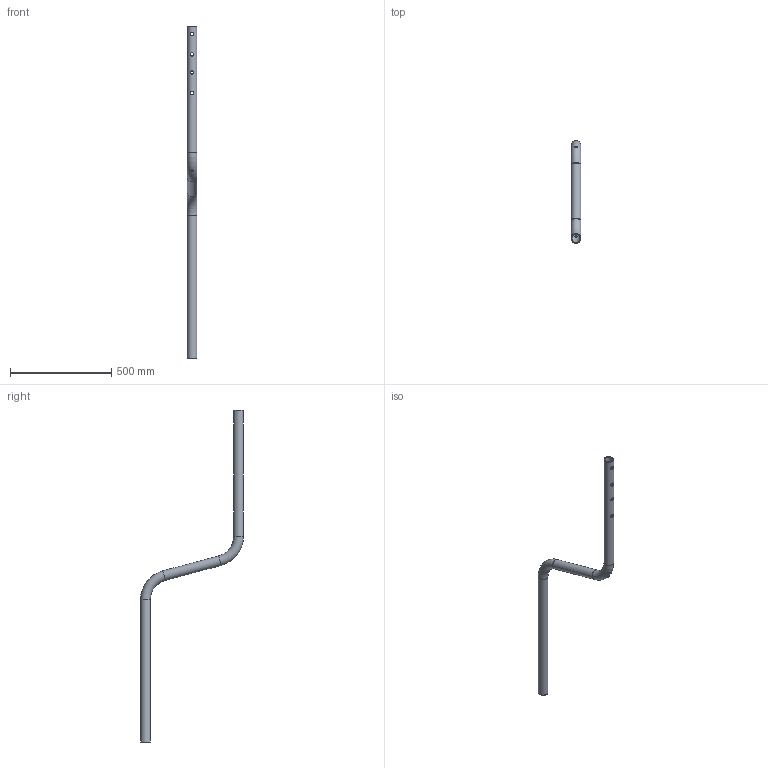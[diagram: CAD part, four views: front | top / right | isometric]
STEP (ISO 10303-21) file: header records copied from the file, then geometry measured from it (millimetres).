
FILE_DESCRIPTION(/* description */ ('Rura 2 kosza jak D067778-02'),/* implementation_level */ '2;1');
FILE_NAME(/* name */ 'P-WW-02-1219.stp',/* time_stamp */ '2023-11-29T07:27:36+01:00',/* author */ ('p.kozdras'),/* organization */ (''),/* preprocessor_version */ 'ST-DEVELOPER v18.1',/* originating_system */ 'Autodesk Inventor 2022',/* authorisation */ '');
FILE_SCHEMA (('AUTOMOTIVE_DESIGN { 1 0 10303 214 3 1 1 }'));
Length unit declared in the file: millimetre
Products named in the file (1): P-WW-02-1219
Bounding box: 48.3 x 508.3 x 1641 mm (x, y, z)
Volume: 872000 mm3; surface area: 547573.5 mm2
Topology: 1 solids, 1 shells, 22 faces, 78 edges, 58 vertices
Faces by surface type: cylinder 16, torus 4, plane 2
Full cylindrical faces by diameter (mm): 12 x2, 17 x8, 41.9 x3, 48.3 x3
Entity records: 1573 total; most frequent: CARTESIAN_POINT 851, ORIENTED_EDGE 156, DIRECTION 110, EDGE_CURVE 78, VERTEX_POINT 58, AXIS2_PLACEMENT_3D 47, EDGE_LOOP 44, B_SPLINE_CURVE_WITH_KNOTS 38
